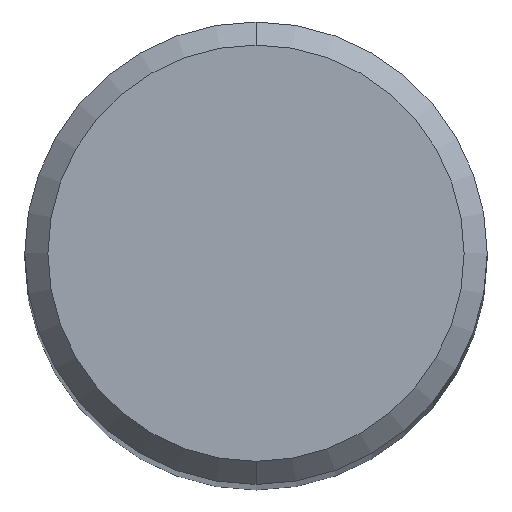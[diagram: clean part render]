
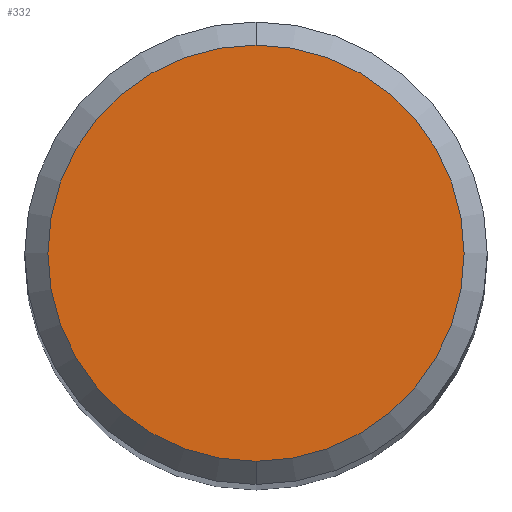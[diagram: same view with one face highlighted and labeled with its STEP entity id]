
A CAD part, top view. The second image highlights one B-rep face of the part: STEP entity #332.
In plain terms, the highlighted planar face has unit normal (0, 0, 1).
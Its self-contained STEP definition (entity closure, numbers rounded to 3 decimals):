
#318=EDGE_CURVE('',#404,#638,#884,.T.);
#332=ADVANCED_FACE('',(#898),#899,.T.);
#404=VERTEX_POINT('',#981);
#638=VERTEX_POINT('',#1237);
#778=EDGE_CURVE('',#638,#404,#1390,.T.);
#884=CIRCLE('',#1530,3.6);
#898=FACE_OUTER_BOUND('',#1599,.T.);
#899=PLANE('',#1600);
#981=CARTESIAN_POINT('',(0.0,3.6,0.0));
#1237=CARTESIAN_POINT('',(0.,-3.6,0.0));
#1390=CIRCLE('',#5541,3.6);
#1530=AXIS2_PLACEMENT_3D('',#5890,#5891,#5892);
#1599=EDGE_LOOP('',(#5895,#5896));
#1600=AXIS2_PLACEMENT_3D('',#5897,#5898,#5899);
#5541=AXIS2_PLACEMENT_3D('',#6425,#6426,#6427);
#5890=CARTESIAN_POINT('',(0.0,0.0,0.0));
#5891=DIRECTION('',(0.0,0.0,-1.0));
#5892=DIRECTION('',(0.0,1.0,0.0));
#5895=ORIENTED_EDGE('',*,*,#318,.F.);
#5896=ORIENTED_EDGE('',*,*,#778,.F.);
#5897=CARTESIAN_POINT('',(0.0,1.8,0.0));
#5898=DIRECTION('',(-0.0,0.0,1.0));
#5899=DIRECTION('',(0.0,-1.0,0.0));
#6425=CARTESIAN_POINT('',(0.0,0.0,0.0));
#6426=DIRECTION('',(0.0,0.0,-1.0));
#6427=DIRECTION('',(0.0,1.0,0.0));
